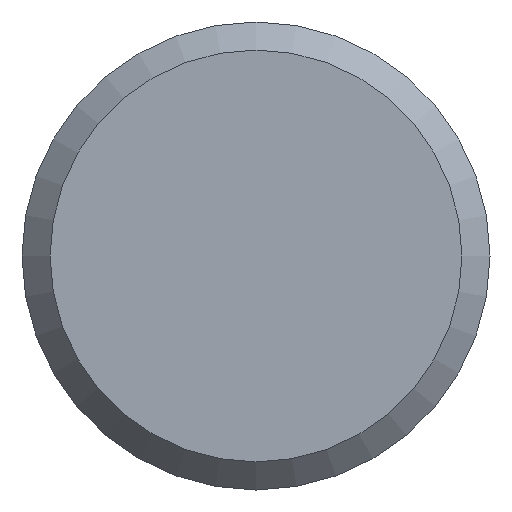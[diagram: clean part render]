
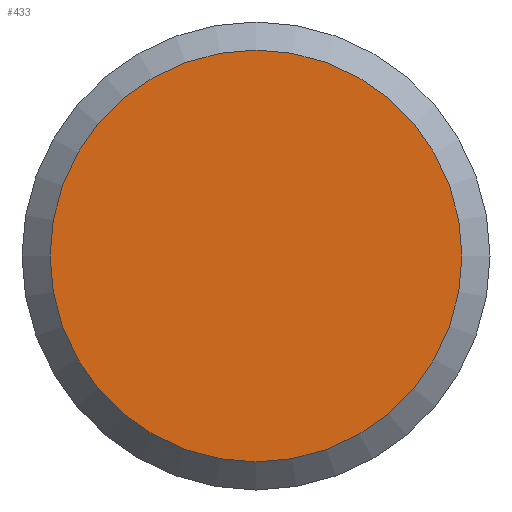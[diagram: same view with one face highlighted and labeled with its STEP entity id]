
A CAD part, front view. The second image highlights one B-rep face of the part: STEP entity #433.
In plain terms, the highlighted planar face has unit normal (0, -1, 0).
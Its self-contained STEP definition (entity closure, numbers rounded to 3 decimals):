
#58=PLANE('',#524);
#81=FACE_OUTER_BOUND('',#108,.T.);
#108=EDGE_LOOP('',(#344,#345));
#180=CIRCLE('',#525,11.);
#181=CIRCLE('',#526,11.);
#210=VERTEX_POINT('',#758);
#211=VERTEX_POINT('',#759);
#259=EDGE_CURVE('',#210,#211,#180,.T.);
#260=EDGE_CURVE('',#211,#210,#181,.T.);
#344=ORIENTED_EDGE('',*,*,#259,.F.);
#345=ORIENTED_EDGE('',*,*,#260,.F.);
#433=ADVANCED_FACE('',(#81),#58,.T.);
#524=AXIS2_PLACEMENT_3D('',#757,#626,#627);
#525=AXIS2_PLACEMENT_3D('',#760,#628,#629);
#526=AXIS2_PLACEMENT_3D('',#761,#630,#631);
#626=DIRECTION('center_axis',(0.,-1.,0.));
#627=DIRECTION('ref_axis',(0.,0.,-1.));
#628=DIRECTION('center_axis',(0.,1.,0.));
#629=DIRECTION('ref_axis',(1.,0.,0.));
#630=DIRECTION('center_axis',(0.,1.,0.));
#631=DIRECTION('ref_axis',(1.,0.,0.));
#757=CARTESIAN_POINT('Origin',(-11.,0.,0.));
#758=CARTESIAN_POINT('',(-11.,0.,0.));
#759=CARTESIAN_POINT('',(11.,0.,0.));
#760=CARTESIAN_POINT('Origin',(0.,0.,
0.));
#761=CARTESIAN_POINT('Origin',(0.,0.,
0.));
